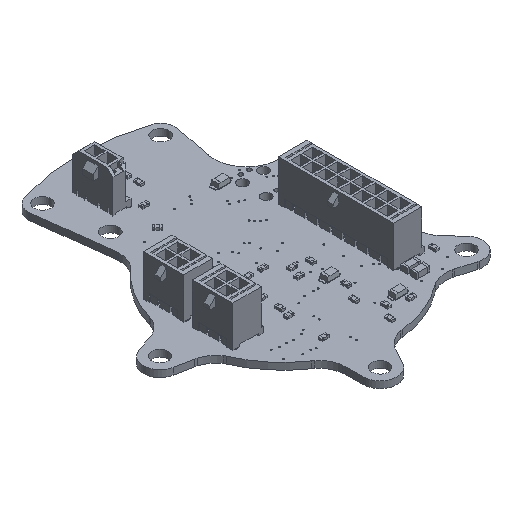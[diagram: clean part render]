
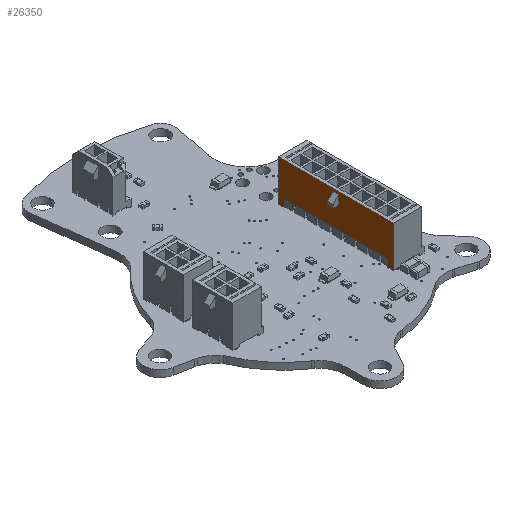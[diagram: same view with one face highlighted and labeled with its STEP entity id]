
A CAD part, isometric view. The second image highlights one B-rep face of the part: STEP entity #26350.
In plain terms, the highlighted planar face has unit normal (-1, 0, 0).
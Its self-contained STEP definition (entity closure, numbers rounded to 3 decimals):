
#1129=FACE_BOUND('',#4715,.T.);
#1868=PLANE('',#28314);
#3111=FACE_OUTER_BOUND('',#4714,.T.);
#4714=EDGE_LOOP('',(#23584,#23585,#23586,#23587,#23588,#23589,#23590,#23591));
#4715=EDGE_LOOP('',(#23592,#23593,#23594,#23595));
#7570=LINE('',#40725,#10672);
#7646=LINE('',#40878,#10748);
#7740=LINE('',#41070,#10842);
#8207=LINE('',#41963,#11309);
#8209=LINE('',#41966,#11311);
#8215=LINE('',#41977,#11317);
#8216=LINE('',#41979,#11318);
#8217=LINE('',#41980,#11319);
#8218=LINE('',#41983,#11320);
#8219=LINE('',#41985,#11321);
#8220=LINE('',#41987,#11322);
#8221=LINE('',#41988,#11323);
#10672=VECTOR('',#33484,1000.);
#10748=VECTOR('',#33578,1000.);
#10842=VECTOR('',#33682,1000.);
#11309=VECTOR('',#34345,1000.);
#11311=VECTOR('',#34349,1000.);
#11317=VECTOR('',#34361,1000.);
#11318=VECTOR('',#34362,1000.);
#11319=VECTOR('',#34363,1000.);
#11320=VECTOR('',#34364,1000.);
#11321=VECTOR('',#34365,1000.);
#11322=VECTOR('',#34366,1000.);
#11323=VECTOR('',#34367,1000.);
#13391=VERTEX_POINT('',#40706);
#13399=VERTEX_POINT('',#40723);
#13466=VERTEX_POINT('',#40875);
#13467=VERTEX_POINT('',#40877);
#13559=VERTEX_POINT('',#41067);
#13560=VERTEX_POINT('',#41069);
#13890=VERTEX_POINT('',#41976);
#13891=VERTEX_POINT('',#41978);
#13892=VERTEX_POINT('',#41981);
#13893=VERTEX_POINT('',#41982);
#13894=VERTEX_POINT('',#41984);
#13895=VERTEX_POINT('',#41986);
#16622=EDGE_CURVE('',#13399,#13391,#7570,.T.);
#16698=EDGE_CURVE('',#13467,#13466,#7646,.T.);
#16794=EDGE_CURVE('',#13559,#13560,#7740,.T.);
#17261=EDGE_CURVE('',#13559,#13467,#8207,.T.);
#17263=EDGE_CURVE('',#13391,#13466,#8209,.T.);
#17269=EDGE_CURVE('',#13560,#13890,#8215,.T.);
#17270=EDGE_CURVE('',#13891,#13399,#8216,.T.);
#17271=EDGE_CURVE('',#13890,#13891,#8217,.T.);
#17272=EDGE_CURVE('',#13892,#13893,#8218,.T.);
#17273=EDGE_CURVE('',#13893,#13894,#8219,.T.);
#17274=EDGE_CURVE('',#13895,#13894,#8220,.T.);
#17275=EDGE_CURVE('',#13892,#13895,#8221,.T.);
#23584=ORIENTED_EDGE('',*,*,#17269,.F.);
#23585=ORIENTED_EDGE('',*,*,#16794,.F.);
#23586=ORIENTED_EDGE('',*,*,#17261,.T.);
#23587=ORIENTED_EDGE('',*,*,#16698,.T.);
#23588=ORIENTED_EDGE('',*,*,#17263,.F.);
#23589=ORIENTED_EDGE('',*,*,#16622,.F.);
#23590=ORIENTED_EDGE('',*,*,#17270,.F.);
#23591=ORIENTED_EDGE('',*,*,#17271,.F.);
#23592=ORIENTED_EDGE('',*,*,#17272,.T.);
#23593=ORIENTED_EDGE('',*,*,#17273,.T.);
#23594=ORIENTED_EDGE('',*,*,#17274,.F.);
#23595=ORIENTED_EDGE('',*,*,#17275,.F.);
#26350=ADVANCED_FACE('',(#3111,#1129),#1868,.T.);
#28314=AXIS2_PLACEMENT_3D('',#41975,#34359,#34360);
#33484=DIRECTION('',(0.,1.,0.));
#33578=DIRECTION('',(0.,1.,0.));
#33682=DIRECTION('',(0.,1.,0.));
#34345=DIRECTION('',(0.,0.,1.));
#34349=DIRECTION('',(0.,0.,1.));
#34359=DIRECTION('center_axis',(-1.,0.,0.));
#34360=DIRECTION('ref_axis',(0.,0.,1.));
#34361=DIRECTION('',(0.,0.,1.));
#34362=DIRECTION('',(0.,0.,-1.));
#34363=DIRECTION('',(0.,1.,0.));
#34364=DIRECTION('',(0.,0.,1.));
#34365=DIRECTION('',(0.,-1.,0.));
#34366=DIRECTION('',(0.,0.,1.));
#34367=DIRECTION('',(0.,-1.,0.));
#40706=CARTESIAN_POINT('',(-3.43,13.85,-4.95));
#40723=CARTESIAN_POINT('',(-3.43,12.45,-4.95));
#40725=CARTESIAN_POINT('',(-3.43,-13.85,-4.95));
#40875=CARTESIAN_POINT('',(-3.43,13.85,4.95));
#40877=CARTESIAN_POINT('',(-3.43,-13.85,4.95));
#40878=CARTESIAN_POINT('',(-3.43,-13.85,4.95));
#41067=CARTESIAN_POINT('',(-3.43,-13.85,-4.95));
#41069=CARTESIAN_POINT('',(-3.43,-12.45,-4.95));
#41070=CARTESIAN_POINT('',(-3.43,-13.85,-4.95));
#41963=CARTESIAN_POINT('',(-3.43,-13.85,-4.95));
#41966=CARTESIAN_POINT('',(-3.43,13.85,-4.95));
#41975=CARTESIAN_POINT('Origin',(-3.43,-13.85,-4.95));
#41976=CARTESIAN_POINT('',(-3.43,-12.45,-3.15));
#41977=CARTESIAN_POINT('',(-3.43,-12.45,-4.95));
#41978=CARTESIAN_POINT('',(-3.43,12.45,-3.15));
#41979=CARTESIAN_POINT('',(-3.43,12.45,-3.15));
#41980=CARTESIAN_POINT('',(-3.43,-12.45,-3.15));
#41981=CARTESIAN_POINT('',(-3.43,0.7,2.15));
#41982=CARTESIAN_POINT('',(-3.43,0.7,4.35));
#41983=CARTESIAN_POINT('',(-3.43,0.7,2.15));
#41984=CARTESIAN_POINT('',(-3.43,-0.7,4.35));
#41985=CARTESIAN_POINT('',(-3.43,0.7,4.35));
#41986=CARTESIAN_POINT('',(-3.43,-0.7,2.15));
#41987=CARTESIAN_POINT('',(-3.43,-0.7,2.15));
#41988=CARTESIAN_POINT('',(-3.43,0.7,2.15));
